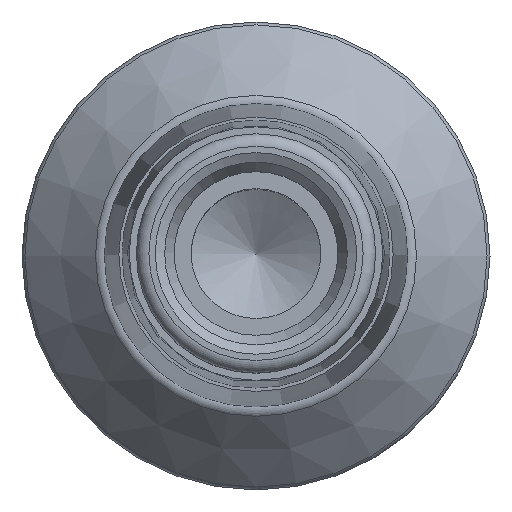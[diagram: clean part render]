
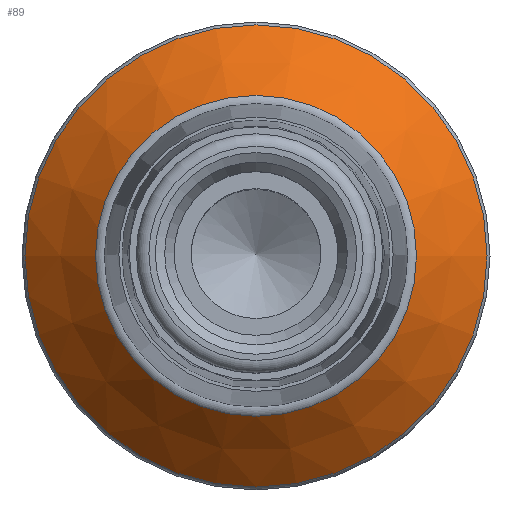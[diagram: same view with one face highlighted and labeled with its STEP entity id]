
A CAD part, top view. The second image highlights one B-rep face of the part: STEP entity #89.
In plain terms, the highlighted conical face has half-angle 45 degrees and reference radius 12.734 mm.
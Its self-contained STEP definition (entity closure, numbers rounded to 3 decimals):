
#76=CONICAL_SURFACE('',#388,12.734,45.);
#89=ADVANCED_FACE('',(#129,#130),#76,.T.);
#129=FACE_BOUND('',#187,.T.);
#130=FACE_BOUND('',#188,.T.);
#187=EDGE_LOOP('',(#243));
#188=EDGE_LOOP('',(#244));
#243=ORIENTED_EDGE('',*,*,#325,.F.);
#244=ORIENTED_EDGE('',*,*,#324,.T.);
#294=VERTEX_POINT('',#563);
#295=VERTEX_POINT('',#566);
#324=EDGE_CURVE('',#294,#294,#352,.T.);
#325=EDGE_CURVE('',#295,#295,#353,.T.);
#352=CIRCLE('',#385,12.734);
#353=CIRCLE('',#387,18.338);
#385=AXIS2_PLACEMENT_3D('',#562,#451,#452);
#387=AXIS2_PLACEMENT_3D('',#565,#455,#456);
#388=AXIS2_PLACEMENT_3D('',#567,#457,#458);
#451=DIRECTION('',(0.,0.,-1.));
#452=DIRECTION('',(-1.,0.,0.));
#455=DIRECTION('',(0.,0.,-1.));
#456=DIRECTION('',(-1.,0.,0.));
#457=DIRECTION('',(0.,0.,-1.));
#458=DIRECTION('',(-1.,0.,0.));
#562=CARTESIAN_POINT('',(0.,0.,-30.427));
#563=CARTESIAN_POINT('',(-12.734,0.,-30.427));
#565=CARTESIAN_POINT('',(0.,0.,-36.03));
#566=CARTESIAN_POINT('',(-18.338,0.,-36.03));
#567=CARTESIAN_POINT('',(0.,0.,-30.427));
